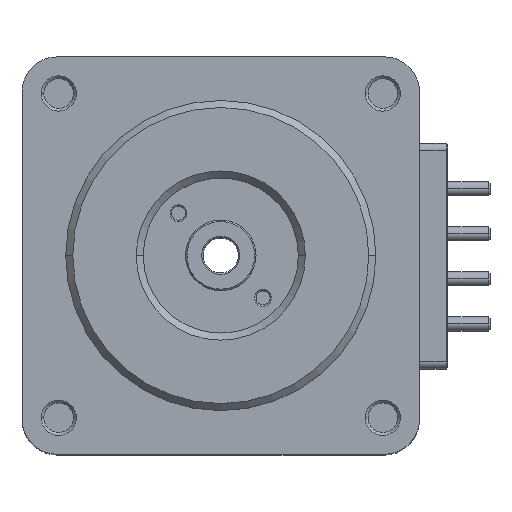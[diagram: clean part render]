
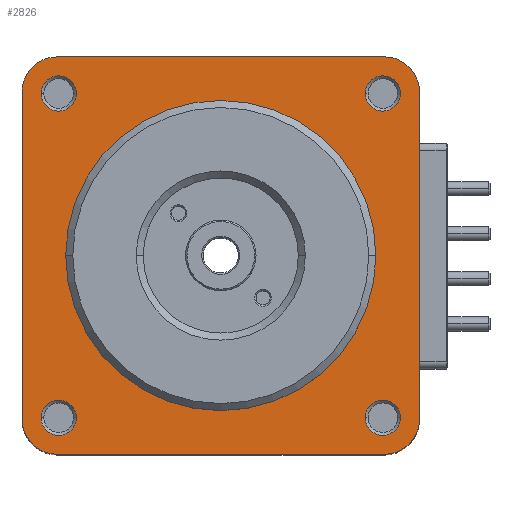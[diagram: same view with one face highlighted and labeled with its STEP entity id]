
A CAD part, top view. The second image highlights one B-rep face of the part: STEP entity #2826.
In plain terms, the highlighted planar face has unit normal (0, 0, 1).
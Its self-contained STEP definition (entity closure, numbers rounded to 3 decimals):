
#379=CARTESIAN_POINT('',(11.6,11.6,17.));
#380=DIRECTION('',(0.,0.,1.));
#381=DIRECTION('',(1.,0.,0.));
#382=AXIS2_PLACEMENT_3D('',#379,#380,#381);
#384=DIRECTION('',(0.,1.,0.));
#385=VECTOR('',#384,23.2);
#386=CARTESIAN_POINT('',(14.1,-11.6,17.));
#387=LINE('',#386,#385);
#388=CARTESIAN_POINT('',(11.6,-11.6,17.));
#389=DIRECTION('',(0.,0.,1.));
#390=DIRECTION('',(0.,-1.,0.));
#391=AXIS2_PLACEMENT_3D('',#388,#389,#390);
#393=DIRECTION('',(1.,0.,0.));
#394=VECTOR('',#393,23.2);
#395=CARTESIAN_POINT('',(-11.6,-14.1,17.));
#396=LINE('',#395,#394);
#397=CARTESIAN_POINT('',(-11.6,-11.6,17.));
#398=DIRECTION('',(0.,0.,1.));
#399=DIRECTION('',(-1.,0.,0.));
#400=AXIS2_PLACEMENT_3D('',#397,#398,#399);
#402=DIRECTION('',(0.,-1.,0.));
#403=VECTOR('',#402,23.2);
#404=CARTESIAN_POINT('',(-14.1,11.6,17.));
#405=LINE('',#404,#403);
#406=CARTESIAN_POINT('',(-11.6,11.6,17.));
#407=DIRECTION('',(0.,0.,1.));
#408=DIRECTION('',(0.,1.,0.));
#409=AXIS2_PLACEMENT_3D('',#406,#407,#408);
#411=DIRECTION('',(-1.,0.,0.));
#412=VECTOR('',#411,23.2);
#413=CARTESIAN_POINT('',(11.6,14.1,17.));
#414=LINE('',#413,#412);
#415=CARTESIAN_POINT('',(-11.5,11.5,17.));
#416=DIRECTION('',(0.,0.,-1.));
#417=DIRECTION('',(1.,0.,0.));
#418=AXIS2_PLACEMENT_3D('',#415,#416,#417);
#420=CARTESIAN_POINT('',(-11.5,11.5,17.));
#421=DIRECTION('',(0.,0.,-1.));
#422=DIRECTION('',(-1.,0.,0.));
#423=AXIS2_PLACEMENT_3D('',#420,#421,#422);
#425=CARTESIAN_POINT('',(11.5,11.5,17.));
#426=DIRECTION('',(0.,0.,-1.));
#427=DIRECTION('',(1.,0.,0.));
#428=AXIS2_PLACEMENT_3D('',#425,#426,#427);
#430=CARTESIAN_POINT('',(11.5,11.5,17.));
#431=DIRECTION('',(0.,0.,-1.));
#432=DIRECTION('',(-1.,0.,0.));
#433=AXIS2_PLACEMENT_3D('',#430,#431,#432);
#435=CARTESIAN_POINT('',(-11.5,-11.5,17.));
#436=DIRECTION('',(0.,0.,-1.));
#437=DIRECTION('',(1.,0.,0.));
#438=AXIS2_PLACEMENT_3D('',#435,#436,#437);
#440=CARTESIAN_POINT('',(-11.5,-11.5,17.));
#441=DIRECTION('',(0.,0.,-1.));
#442=DIRECTION('',(-1.,0.,0.));
#443=AXIS2_PLACEMENT_3D('',#440,#441,#442);
#445=CARTESIAN_POINT('',(11.5,-11.5,17.));
#446=DIRECTION('',(0.,0.,-1.));
#447=DIRECTION('',(1.,0.,0.));
#448=AXIS2_PLACEMENT_3D('',#445,#446,#447);
#450=CARTESIAN_POINT('',(11.5,-11.5,17.));
#451=DIRECTION('',(0.,0.,-1.));
#452=DIRECTION('',(-1.,0.,0.));
#453=AXIS2_PLACEMENT_3D('',#450,#451,#452);
#455=CARTESIAN_POINT('',(0.,0.,17.));
#456=DIRECTION('',(0.,0.,1.));
#457=DIRECTION('',(1.,0.,0.));
#458=AXIS2_PLACEMENT_3D('',#455,#456,#457);
#460=CARTESIAN_POINT('',(0.,0.,17.));
#461=DIRECTION('',(0.,0.,1.));
#462=DIRECTION('',(-1.,0.,0.));
#463=AXIS2_PLACEMENT_3D('',#460,#461,#462);
#1822=CARTESIAN_POINT('',(14.1,11.6,17.));
#1823=CARTESIAN_POINT('',(11.6,14.1,17.));
#1824=VERTEX_POINT('',#1822);
#1825=VERTEX_POINT('',#1823);
#1826=CARTESIAN_POINT('',(-11.6,14.1,17.));
#1827=CARTESIAN_POINT('',(-14.1,11.6,17.));
#1828=VERTEX_POINT('',#1826);
#1829=VERTEX_POINT('',#1827);
#1830=CARTESIAN_POINT('',(11.6,-14.1,17.));
#1831=CARTESIAN_POINT('',(14.1,-11.6,17.));
#1832=VERTEX_POINT('',#1830);
#1833=VERTEX_POINT('',#1831);
#1834=CARTESIAN_POINT('',(-14.1,-11.6,17.));
#1835=CARTESIAN_POINT('',(-11.6,-14.1,17.));
#1836=VERTEX_POINT('',#1834);
#1837=VERTEX_POINT('',#1835);
#1878=CARTESIAN_POINT('',(-10.25,11.5,17.));
#1879=CARTESIAN_POINT('',(-12.75,11.5,17.));
#1880=VERTEX_POINT('',#1878);
#1881=VERTEX_POINT('',#1879);
#1886=CARTESIAN_POINT('',(12.75,11.5,17.));
#1887=CARTESIAN_POINT('',(10.25,11.5,17.));
#1888=VERTEX_POINT('',#1886);
#1889=VERTEX_POINT('',#1887);
#1894=CARTESIAN_POINT('',(-10.25,-11.5,17.));
#1895=CARTESIAN_POINT('',(-12.75,-11.5,17.));
#1896=VERTEX_POINT('',#1894);
#1897=VERTEX_POINT('',#1895);
#1902=CARTESIAN_POINT('',(12.75,-11.5,17.));
#1903=CARTESIAN_POINT('',(10.25,-11.5,17.));
#1904=VERTEX_POINT('',#1902);
#1905=VERTEX_POINT('',#1903);
#1910=CARTESIAN_POINT('',(11.,0.,17.));
#1911=CARTESIAN_POINT('',(-11.,0.,17.));
#1912=VERTEX_POINT('',#1910);
#1913=VERTEX_POINT('',#1911);
#2775=CARTESIAN_POINT('',(0.,0.,17.));
#2776=DIRECTION('',(0.,0.,1.));
#2777=DIRECTION('',(1.,0.,0.));
#2778=AXIS2_PLACEMENT_3D('',#2775,#2776,#2777);
#2779=PLANE('',#2778);
#2781=ORIENTED_EDGE('',*,*,#2780,.F.);
#2783=ORIENTED_EDGE('',*,*,#2782,.F.);
#2785=ORIENTED_EDGE('',*,*,#2784,.F.);
#2787=ORIENTED_EDGE('',*,*,#2786,.F.);
#2789=ORIENTED_EDGE('',*,*,#2788,.F.);
#2791=ORIENTED_EDGE('',*,*,#2790,.F.);
#2793=ORIENTED_EDGE('',*,*,#2792,.F.);
#2795=ORIENTED_EDGE('',*,*,#2794,.F.);
#2796=EDGE_LOOP('',(#2781,#2783,#2785,#2787,#2789,#2791,#2793,#2795));
#2797=FACE_OUTER_BOUND('',#2796,.F.);
#2799=ORIENTED_EDGE('',*,*,#2798,.F.);
#2801=ORIENTED_EDGE('',*,*,#2800,.F.);
#2802=EDGE_LOOP('',(#2799,#2801));
#2803=FACE_BOUND('',#2802,.F.);
#2805=ORIENTED_EDGE('',*,*,#2804,.F.);
#2807=ORIENTED_EDGE('',*,*,#2806,.F.);
#2808=EDGE_LOOP('',(#2805,#2807));
#2809=FACE_BOUND('',#2808,.F.);
#2811=ORIENTED_EDGE('',*,*,#2810,.F.);
#2813=ORIENTED_EDGE('',*,*,#2812,.F.);
#2814=EDGE_LOOP('',(#2811,#2813));
#2815=FACE_BOUND('',#2814,.F.);
#2817=ORIENTED_EDGE('',*,*,#2816,.F.);
#2819=ORIENTED_EDGE('',*,*,#2818,.F.);
#2820=EDGE_LOOP('',(#2817,#2819));
#2821=FACE_BOUND('',#2820,.F.);
#2822=ORIENTED_EDGE('',*,*,#2755,.T.);
#2823=ORIENTED_EDGE('',*,*,#2769,.T.);
#2824=EDGE_LOOP('',(#2822,#2823));
#2825=FACE_BOUND('',#2824,.F.);
#383=CIRCLE('',#382,2.5);
#392=CIRCLE('',#391,2.5);
#401=CIRCLE('',#400,2.5);
#410=CIRCLE('',#409,2.5);
#419=CIRCLE('',#418,1.25);
#424=CIRCLE('',#423,1.25);
#429=CIRCLE('',#428,1.25);
#434=CIRCLE('',#433,1.25);
#439=CIRCLE('',#438,1.25);
#444=CIRCLE('',#443,1.25);
#449=CIRCLE('',#448,1.25);
#454=CIRCLE('',#453,1.25);
#459=CIRCLE('',#458,11.);
#464=CIRCLE('',#463,11.);
#2755=EDGE_CURVE('',#1912,#1913,#459,.T.);
#2769=EDGE_CURVE('',#1913,#1912,#464,.T.);
#2780=EDGE_CURVE('',#1824,#1825,#383,.T.);
#2782=EDGE_CURVE('',#1833,#1824,#387,.T.);
#2784=EDGE_CURVE('',#1832,#1833,#392,.T.);
#2786=EDGE_CURVE('',#1837,#1832,#396,.T.);
#2788=EDGE_CURVE('',#1836,#1837,#401,.T.);
#2790=EDGE_CURVE('',#1829,#1836,#405,.T.);
#2792=EDGE_CURVE('',#1828,#1829,#410,.T.);
#2794=EDGE_CURVE('',#1825,#1828,#414,.T.);
#2798=EDGE_CURVE('',#1880,#1881,#419,.T.);
#2800=EDGE_CURVE('',#1881,#1880,#424,.T.);
#2804=EDGE_CURVE('',#1888,#1889,#429,.T.);
#2806=EDGE_CURVE('',#1889,#1888,#434,.T.);
#2810=EDGE_CURVE('',#1896,#1897,#439,.T.);
#2812=EDGE_CURVE('',#1897,#1896,#444,.T.);
#2816=EDGE_CURVE('',#1904,#1905,#449,.T.);
#2818=EDGE_CURVE('',#1905,#1904,#454,.T.);
#2826=ADVANCED_FACE('',(#2797,#2803,#2809,#2815,#2821,#2825),#2779,.T.);
